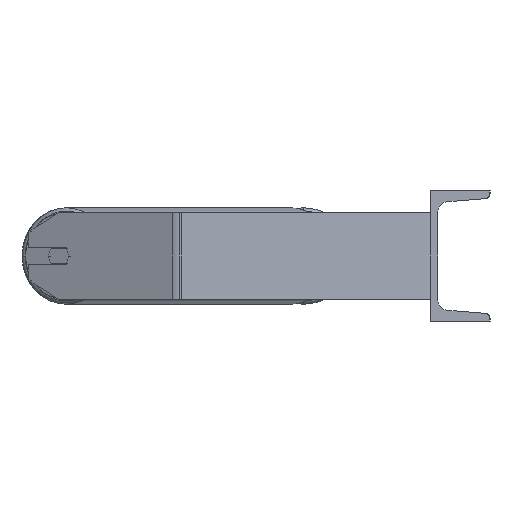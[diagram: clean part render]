
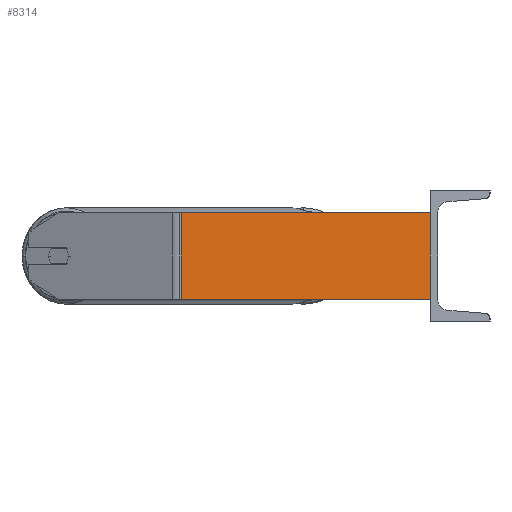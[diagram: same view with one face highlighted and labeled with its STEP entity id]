
A CAD part, left-side view. The second image highlights one B-rep face of the part: STEP entity #8314.
In plain terms, the highlighted planar face has unit normal (-0.996, -0.087, 0).
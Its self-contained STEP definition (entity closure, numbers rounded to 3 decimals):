
#142 = LINE ( 'NONE', #6569, #7348 ) ;
#144 = CARTESIAN_POINT ( 'NONE',  ( -785., 0., -40. ) ) ;
#289 = VERTEX_POINT ( 'NONE', #400 ) ;
#400 = CARTESIAN_POINT ( 'NONE',  ( -805.098, 229.716, 40. ) ) ;
#624 = EDGE_LOOP ( 'NONE', ( #2609, #3661, #6454, #2829 ) ) ;
#798 = VERTEX_POINT ( 'NONE', #3786 ) ;
#940 = LINE ( 'NONE', #2442, #7814 ) ;
#1588 = DIRECTION ( 'NONE',  ( 0.087, -0.996, 0. ) ) ;
#2387 = LINE ( 'NONE', #7855, #8237 ) ;
#2423 = CARTESIAN_POINT ( 'NONE',  ( -805.471, 233.987, 40. ) ) ;
#2442 = CARTESIAN_POINT ( 'NONE',  ( -805.098, 229.716, 40. ) ) ;
#2609 = ORIENTED_EDGE ( 'NONE', *, *, #6625, .T. ) ;
#2829 = ORIENTED_EDGE ( 'NONE', *, *, #7449, .T. ) ;
#3021 = DIRECTION ( 'NONE',  ( 0., 0., -1. ) ) ;
#3050 = DIRECTION ( 'NONE',  ( -0.087, 0.996, 0. ) ) ;
#3083 = VECTOR ( 'NONE', #4946, 1000. ) ;
#3236 = FACE_OUTER_BOUND ( 'NONE', #624, .T. ) ;
#3661 = ORIENTED_EDGE ( 'NONE', *, *, #7628, .F. ) ;
#3719 = DIRECTION ( 'NONE',  ( 0.087, -0.996, 0. ) ) ;
#3786 = CARTESIAN_POINT ( 'NONE',  ( -805.098, 229.716, -40. ) ) ;
#4438 = DIRECTION ( 'NONE',  ( 0.996, 0.087, 0. ) ) ;
#4946 = DIRECTION ( 'NONE',  ( 0., 0., -1. ) ) ;
#5898 = VERTEX_POINT ( 'NONE', #144 ) ;
#6454 = ORIENTED_EDGE ( 'NONE', *, *, #7390, .F. ) ;
#6569 = CARTESIAN_POINT ( 'NONE',  ( -805.471, 233.987, -40. ) ) ;
#6625 = EDGE_CURVE ( 'NONE', #798, #5898, #142, .T. ) ;
#7002 = LINE ( 'NONE', #7749, #3083 ) ;
#7348 = VECTOR ( 'NONE', #1588, 1000. ) ;
#7356 = AXIS2_PLACEMENT_3D ( 'NONE', #2423, #4438, #3050 ) ;
#7390 = EDGE_CURVE ( 'NONE', #289, #7896, #2387, .T. ) ;
#7449 = EDGE_CURVE ( 'NONE', #289, #798, #940, .T. ) ;
#7628 = EDGE_CURVE ( 'NONE', #7896, #5898, #7002, .T. ) ;
#7749 = CARTESIAN_POINT ( 'NONE',  ( -785., 0., 40. ) ) ;
#7814 = VECTOR ( 'NONE', #3021, 1000. ) ;
#7855 = CARTESIAN_POINT ( 'NONE',  ( -805.471, 233.987, 40. ) ) ;
#7896 = VERTEX_POINT ( 'NONE', #8640 ) ;
#8237 = VECTOR ( 'NONE', #3719, 1000. ) ;
#8314 = ADVANCED_FACE ( 'NONE', ( #3236 ), #8769, .F. ) ;
#8640 = CARTESIAN_POINT ( 'NONE',  ( -785., 0., 40. ) ) ;
#8769 = PLANE ( 'NONE',  #7356 ) ;
